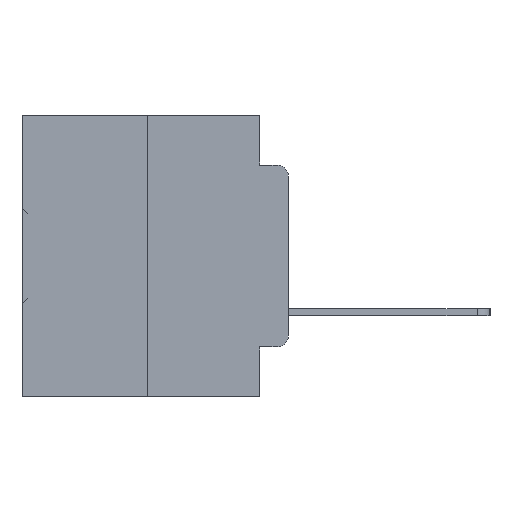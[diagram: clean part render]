
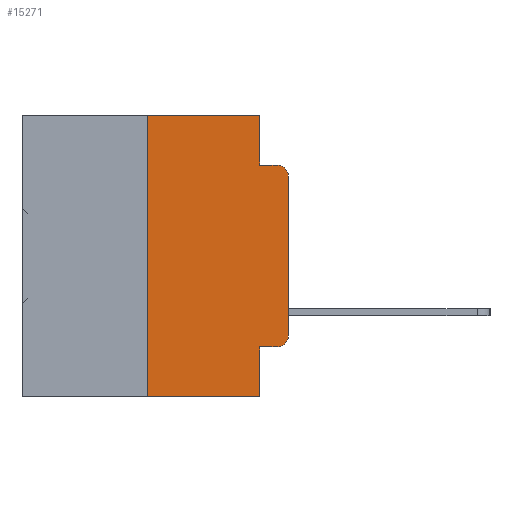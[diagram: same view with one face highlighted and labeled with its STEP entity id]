
A CAD part, left-side view. The second image highlights one B-rep face of the part: STEP entity #15271.
In plain terms, the highlighted planar face has unit normal (-1, 0, 0).
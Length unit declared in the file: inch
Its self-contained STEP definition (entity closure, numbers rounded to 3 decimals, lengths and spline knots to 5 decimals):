
#188 = VECTOR ( 'NONE', #11932, 39.37008 ) ;
#1476 = DIRECTION ( 'NONE',  ( 0., -1., 0. ) ) ;
#1531 = CARTESIAN_POINT ( 'NONE',  ( 0., 0.473, 0. ) ) ;
#1649 = DIRECTION ( 'NONE',  ( 0., 0., 1. ) ) ;
#2260 = CIRCLE ( 'NONE', #28544, 0.02 ) ;
#2270 = LINE ( 'NONE', #25347, #30298 ) ;
#2566 = CARTESIAN_POINT ( 'NONE',  ( 0., 0.473, -0.5 ) ) ;
#3142 = LINE ( 'NONE', #32019, #24105 ) ;
#3363 = CARTESIAN_POINT ( 'NONE',  ( 0., 0.02, -0.3915 ) ) ;
#3606 = ORIENTED_EDGE ( 'NONE', *, *, #16085, .F. ) ;
#3948 = VERTEX_POINT ( 'NONE', #27822 ) ;
#4290 = VECTOR ( 'NONE', #29290, 39.37008 ) ;
#4510 = CARTESIAN_POINT ( 'NONE',  ( 0., 0.25, -0.5 ) ) ;
#4648 = LINE ( 'NONE', #34018, #32557 ) ;
#4735 = VECTOR ( 'NONE', #21035, 39.37008 ) ;
#4871 = ORIENTED_EDGE ( 'NONE', *, *, #9615, .T. ) ;
#5322 = ORIENTED_EDGE ( 'NONE', *, *, #27454, .T. ) ;
#5768 = CARTESIAN_POINT ( 'NONE',  ( 0., 0.051, 0. ) ) ;
#6131 = DIRECTION ( 'NONE',  ( 0., 0., -1. ) ) ;
#6291 = DIRECTION ( 'NONE',  ( 0., 0., -1. ) ) ;
#6812 = FACE_OUTER_BOUND ( 'NONE', #24626, .T. ) ;
#7454 = ORIENTED_EDGE ( 'NONE', *, *, #25092, .F. ) ;
#7996 = EDGE_CURVE ( 'NONE', #30645, #8319, #15100, .T. ) ;
#8319 = VERTEX_POINT ( 'NONE', #12245 ) ;
#9375 = VERTEX_POINT ( 'NONE', #11826 ) ;
#9615 = EDGE_CURVE ( 'NONE', #11118, #3948, #27336, .T. ) ;
#9662 = PLANE ( 'NONE',  #12786 ) ;
#9806 = CIRCLE ( 'NONE', #10971, 0.02 ) ;
#10971 = AXIS2_PLACEMENT_3D ( 'NONE', #3363, #22522, #6131 ) ;
#11118 = VERTEX_POINT ( 'NONE', #27539 ) ;
#11826 = CARTESIAN_POINT ( 'NONE',  ( 0., 0.25, 0. ) ) ;
#11932 = DIRECTION ( 'NONE',  ( 0., -1., 0. ) ) ;
#12245 = CARTESIAN_POINT ( 'NONE',  ( 0., 0.051, -0.5 ) ) ;
#12533 = DIRECTION ( 'NONE',  ( 0., 0., -1. ) ) ;
#12786 = AXIS2_PLACEMENT_3D ( 'NONE', #1531, #28739, #12533 ) ;
#12984 = CARTESIAN_POINT ( 'NONE',  ( 0., 0.051, -0.0885 ) ) ;
#13666 = DIRECTION ( 'NONE',  ( -1., 0., 0. ) ) ;
#14212 = VECTOR ( 'NONE', #32385, 39.37008 ) ;
#15100 = LINE ( 'NONE', #2566, #14212 ) ;
#15174 = CARTESIAN_POINT ( 'NONE',  ( 0., 0.473, 0. ) ) ;
#15271 = ADVANCED_FACE ( 'NONE', ( #6812 ), #9662, .F. ) ;
#15956 = VERTEX_POINT ( 'NONE', #23569 ) ;
#16085 = EDGE_CURVE ( 'NONE', #15956, #8319, #3142, .T. ) ;
#17294 = CARTESIAN_POINT ( 'NONE',  ( 0., 0.02, -0.0885 ) ) ;
#17402 = ORIENTED_EDGE ( 'NONE', *, *, #7996, .T. ) ;
#17958 = EDGE_CURVE ( 'NONE', #9375, #24365, #26890, .T. ) ;
#18750 = DIRECTION ( 'NONE',  ( 0., 0., -1. ) ) ;
#18917 = LINE ( 'NONE', #12984, #4290 ) ;
#19710 = EDGE_CURVE ( 'NONE', #30645, #9375, #4648, .T. ) ;
#21035 = DIRECTION ( 'NONE',  ( 0., 0., 1. ) ) ;
#21185 = ORIENTED_EDGE ( 'NONE', *, *, #21346, .F. ) ;
#21346 = EDGE_CURVE ( 'NONE', #23266, #28671, #18917, .T. ) ;
#22522 = DIRECTION ( 'NONE',  ( -1., 0., 0. ) ) ;
#23266 = VERTEX_POINT ( 'NONE', #25625 ) ;
#23569 = CARTESIAN_POINT ( 'NONE',  ( 0., 0.051, -0.4115 ) ) ;
#23706 = ORIENTED_EDGE ( 'NONE', *, *, #19710, .F. ) ;
#23729 = CARTESIAN_POINT ( 'NONE',  ( 0., 0., 0. ) ) ;
#23879 = EDGE_CURVE ( 'NONE', #15956, #24040, #32765, .T. ) ;
#24040 = VERTEX_POINT ( 'NONE', #34105 ) ;
#24105 = VECTOR ( 'NONE', #18750, 39.37008 ) ;
#24365 = VERTEX_POINT ( 'NONE', #5768 ) ;
#24626 = EDGE_LOOP ( 'NONE', ( #4871, #26632, #21185, #7454, #29933, #23706, #17402, #3606, #26222, #5322 ) ) ;
#25092 = EDGE_CURVE ( 'NONE', #24365, #23266, #2270, .T. ) ;
#25347 = CARTESIAN_POINT ( 'NONE',  ( 0., 0.051, 0. ) ) ;
#25625 = CARTESIAN_POINT ( 'NONE',  ( 0., 0.051, -0.0885 ) ) ;
#26222 = ORIENTED_EDGE ( 'NONE', *, *, #23879, .T. ) ;
#26632 = ORIENTED_EDGE ( 'NONE', *, *, #30225, .T. ) ;
#26890 = LINE ( 'NONE', #15174, #33043 ) ;
#27336 = LINE ( 'NONE', #23729, #4735 ) ;
#27454 = EDGE_CURVE ( 'NONE', #24040, #11118, #9806, .T. ) ;
#27539 = CARTESIAN_POINT ( 'NONE',  ( 0., 0., -0.3915 ) ) ;
#27822 = CARTESIAN_POINT ( 'NONE',  ( 0., 0., -0.1085 ) ) ;
#28544 = AXIS2_PLACEMENT_3D ( 'NONE', #29812, #13666, #32443 ) ;
#28671 = VERTEX_POINT ( 'NONE', #17294 ) ;
#28739 = DIRECTION ( 'NONE',  ( 1., 0., 0. ) ) ;
#29290 = DIRECTION ( 'NONE',  ( 0., -1., 0. ) ) ;
#29812 = CARTESIAN_POINT ( 'NONE',  ( 0., 0.02, -0.1085 ) ) ;
#29933 = ORIENTED_EDGE ( 'NONE', *, *, #17958, .F. ) ;
#30225 = EDGE_CURVE ( 'NONE', #3948, #28671, #2260, .T. ) ;
#30298 = VECTOR ( 'NONE', #6291, 39.37008 ) ;
#30645 = VERTEX_POINT ( 'NONE', #4510 ) ;
#32019 = CARTESIAN_POINT ( 'NONE',  ( 0., 0.051, 0. ) ) ;
#32385 = DIRECTION ( 'NONE',  ( 0., -1., 0. ) ) ;
#32443 = DIRECTION ( 'NONE',  ( 0., 0., -1. ) ) ;
#32557 = VECTOR ( 'NONE', #1649, 39.37008 ) ;
#32765 = LINE ( 'NONE', #33434, #188 ) ;
#33043 = VECTOR ( 'NONE', #1476, 39.37008 ) ;
#33434 = CARTESIAN_POINT ( 'NONE',  ( 0., 0.051, -0.4115 ) ) ;
#34018 = CARTESIAN_POINT ( 'NONE',  ( 0., 0.25, 0. ) ) ;
#34105 = CARTESIAN_POINT ( 'NONE',  ( 0., 0.02, -0.4115 ) ) ;
